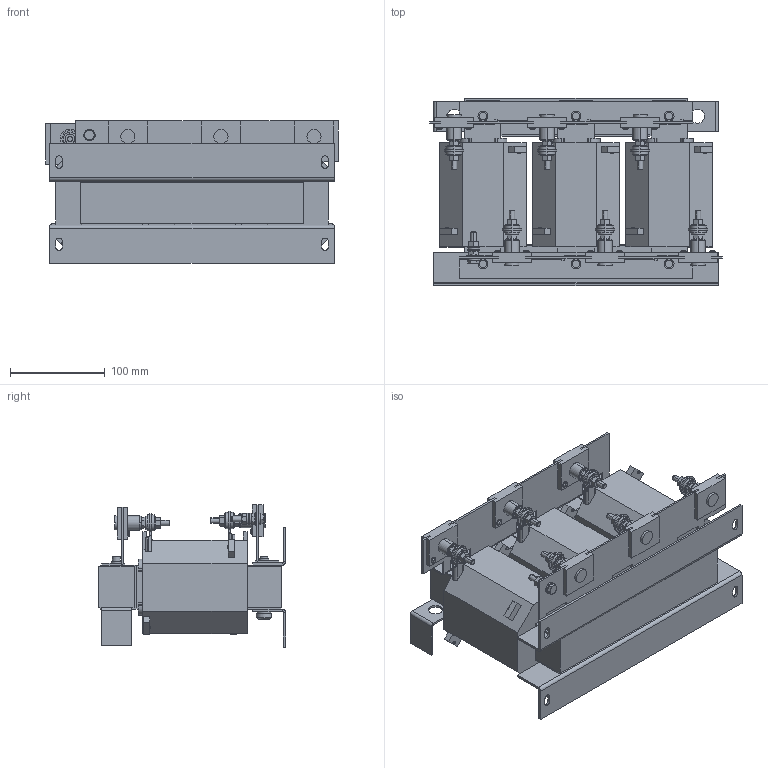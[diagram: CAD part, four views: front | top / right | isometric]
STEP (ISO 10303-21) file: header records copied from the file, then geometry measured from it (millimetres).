
FILE_DESCRIPTION (( 'STEP AP214' ), '1' );
FILE_NAME ('191419.STEP', '2020-05-29T01:05:04', ( '' ), ( '' ), 'SwSTEP 2.0', 'SolidWorks 2018', '' );
FILE_SCHEMA (( 'AUTOMOTIVE_DESIGN' ));
Length unit declared in the file: millimetre
Products named in the file (1): 191419
Bounding box: 308 x 197.5 x 150 mm (x, y, z)
Volume: 3777201.6 mm3; surface area: 407819.1 mm2
Topology: 1 solids, 1 shells, 1518 faces, 3695 edges, 2281 vertices
Faces by surface type: plane 856, cylinder 336, cone 160, bspline 138, torus 16, sphere 12
Entity records: 49585 total; most frequent: CARTESIAN_POINT 14792, ORIENTED_EDGE 7390, DIRECTION 6894, EDGE_CURVE 3695, AXIS2_PLACEMENT_3D 2352, VERTEX_POINT 2281, VECTOR 2190, LINE 2190
